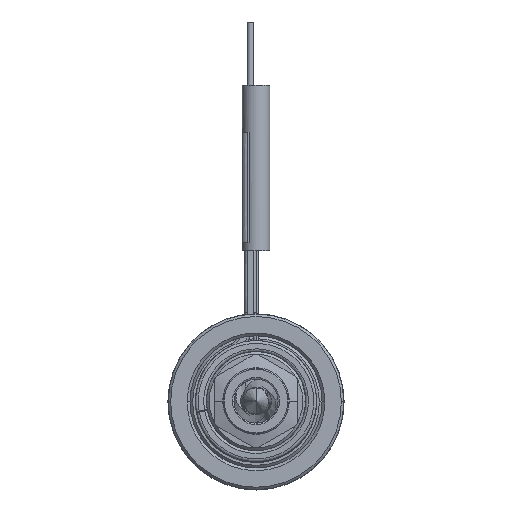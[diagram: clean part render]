
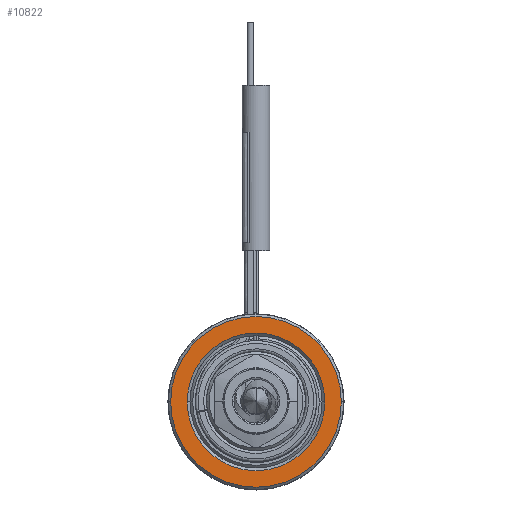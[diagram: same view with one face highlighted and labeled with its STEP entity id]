
A CAD part, top view. The second image highlights one B-rep face of the part: STEP entity #10822.
In plain terms, the highlighted planar face has unit normal (0, 0, 1).
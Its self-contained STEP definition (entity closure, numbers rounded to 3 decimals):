
#2838=CARTESIAN_POINT('',(0.,0.,25.));
#2839=DIRECTION('',(0.,0.,-1.));
#2840=DIRECTION('',(-1.,0.,0.));
#2841=AXIS2_PLACEMENT_3D('',#2838,#2839,#2840);
#2852=CARTESIAN_POINT('',(0.,0.,25.));
#2853=DIRECTION('',(0.,0.,-1.));
#2854=DIRECTION('',(1.,0.,0.));
#2855=AXIS2_PLACEMENT_3D('',#2852,#2853,#2854);
#2866=CARTESIAN_POINT('',(0.,0.,
25.));
#2867=DIRECTION('',(0.,0.,-1.));
#2868=DIRECTION('',(1.,0.,0.));
#2869=AXIS2_PLACEMENT_3D('',#2866,#2867,#2868);
#2880=CARTESIAN_POINT('',(0.,0.,25.));
#2881=DIRECTION('',(0.,0.,-1.));
#2882=DIRECTION('',(-1.,0.,0.));
#2883=AXIS2_PLACEMENT_3D('',#2880,#2881,#2882);
#6800=CARTESIAN_POINT('',(15.5,0.,25.));
#6801=CARTESIAN_POINT('',(-15.5,0.,
25.));
#6802=VERTEX_POINT('',#6800);
#6803=VERTEX_POINT('',#6801);
#6804=CARTESIAN_POINT('',(12.5,0.,25.));
#6805=CARTESIAN_POINT('',(-12.5,0.,25.));
#6806=VERTEX_POINT('',#6804);
#6807=VERTEX_POINT('',#6805);
#10807=CARTESIAN_POINT('',(0.,0.,25.));
#10808=DIRECTION('',(0.,0.,1.));
#10809=DIRECTION('',(-1.,0.,0.));
#10810=AXIS2_PLACEMENT_3D('',#10807,#10808,#10809);
#10811=PLANE('',#10810);
#10812=ORIENTED_EDGE('',*,*,#10789,.T.);
#10813=ORIENTED_EDGE('',*,*,#10774,.T.);
#10814=EDGE_LOOP('',(#10812,#10813));
#10815=FACE_OUTER_BOUND('',#10814,.F.);
#10817=ORIENTED_EDGE('',*,*,#10816,.F.);
#10819=ORIENTED_EDGE('',*,*,#10818,.F.);
#10820=EDGE_LOOP('',(#10817,#10819));
#10821=FACE_BOUND('',#10820,.F.);
#2842=CIRCLE('',#2841,15.5);
#2856=CIRCLE('',#2855,15.5);
#2870=CIRCLE('',#2869,12.5);
#2884=CIRCLE('',#2883,12.5);
#10774=EDGE_CURVE('',#6803,#6802,#2842,.T.);
#10789=EDGE_CURVE('',#6802,#6803,#2856,.T.);
#10816=EDGE_CURVE('',#6806,#6807,#2870,.T.);
#10818=EDGE_CURVE('',#6807,#6806,#2884,.T.);
#10822=ADVANCED_FACE('',(#10815,#10821),#10811,.T.);
